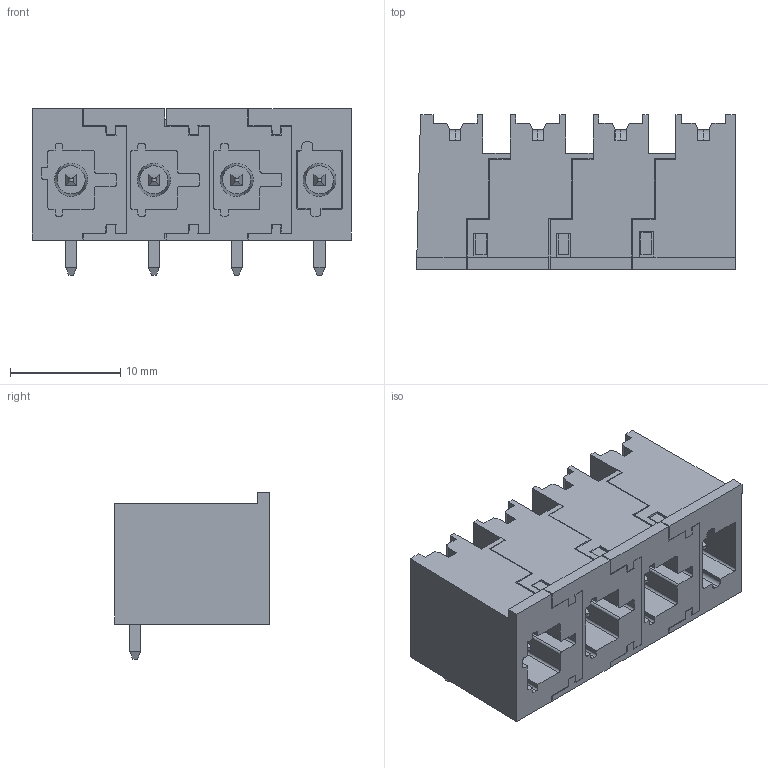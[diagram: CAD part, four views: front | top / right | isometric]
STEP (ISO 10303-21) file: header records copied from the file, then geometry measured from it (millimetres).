
FILE_DESCRIPTION(('CATIA V5 STEP Exchange','CAx-IF Rec.Pracs.--- Model Styling and Organization---1.4--- 2014-01-23'),'2;1');
FILE_NAME ('1357393-2_1_8000078309_8000078309.stp','2022-01-31T12:04:53+00:00',('none'),('Weidmueller'),'CATIA Version 5-6 Release 2016 SP3 HF44','CATIA V5 STEP AP214','none');
FILE_SCHEMA(('AUTOMOTIVE_DESIGN { 1 0 10303 214 1 1 1 1 }'));
Length unit declared in the file: millimetre
Products named in the file (1): 8000078309
Bounding box: 28.9 x 14 x 15.1 mm (x, y, z)
Volume: 3035.9 mm3; surface area: 4717.5 mm2
Topology: 8 solids, 8 shells, 481 faces, 1359 edges, 901 vertices
Faces by surface type: plane 403, extrusion 36, cylinder 18, revolution 16, cone 8
Entity records: 16692 total; most frequent: CARTESIAN_POINT 3974, ORIENTED_EDGE 2718, DIRECTION 2163, EDGE_CURVE 1359, VECTOR 1235, LINE 1199, VERTEX_POINT 901, EDGE_LOOP 508
